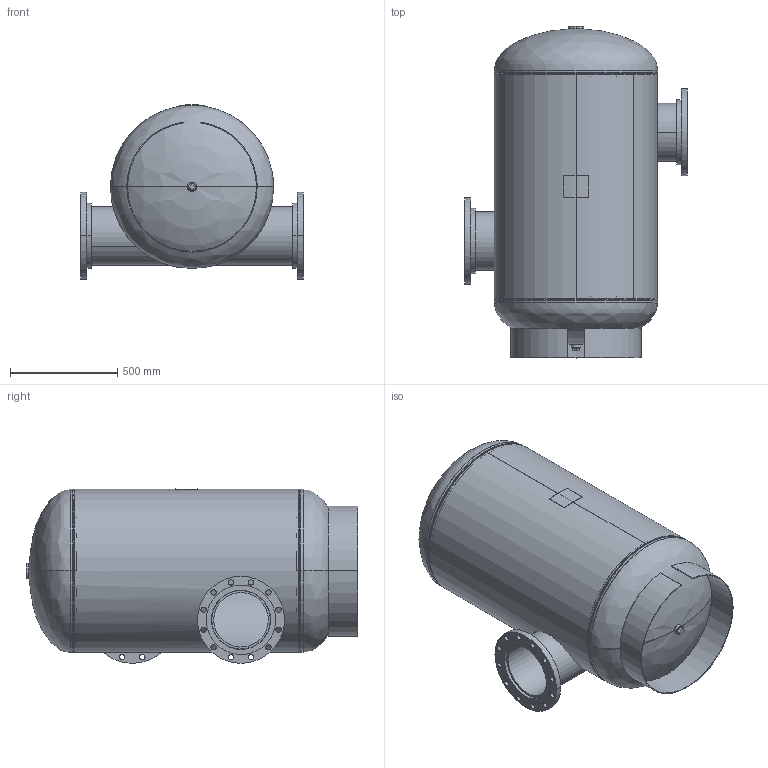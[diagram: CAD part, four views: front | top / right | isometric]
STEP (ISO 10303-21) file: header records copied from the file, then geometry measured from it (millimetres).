
FILE_DESCRIPTION (( 'STEP AP203' ), '1' );
FILE_NAME ('SPA-10.STEP', '2021-03-10T19:22:15', ( '' ), ( '' ), 'SwSTEP 2.0', 'SolidWorks 2021', '' );
FILE_SCHEMA (( 'CONFIG_CONTROL_DESIGN' ));
Length unit declared in the file: inch
Products named in the file (11): 9500080; 9500050; 9301130_19; 99Q1243; SORF FLANGES ASME B16.5_10 150# SA-105; SPA-10; 05010001; PLUGS_9500150; 9600830_30" VERT; 9200190
Assembly tree (12 placements, depth 2):
  SPA-10
    05010001
    9200190
    9200190
    9500050
    9500080
    PLUGS_9500150
    9301130_19  x2
    SORF FLANGES ASME B16.5_10 150# SA-105  x2
    99Q1243
    9600830_30" VERT
Bounding box: 1041.4 x 1550.19 x 815.69 mm (x, y, z)
Volume: 27283431.2 mm3; surface area: 10194246.6 mm2
Topology: 12 solids, 12 shells, 207 faces, 486 edges, 308 vertices
Faces by surface type: cylinder 120, plane 39, bspline 16, torus 16, cone 16
Entity records: 13181 total; most frequent: CARTESIAN_POINT 8052, DIRECTION 890, ORIENTED_EDGE 756, AXIS2_PLACEMENT_3D 380, EDGE_CURVE 378, VERTEX_POINT 236, CIRCLE 216, EDGE_LOOP 208
